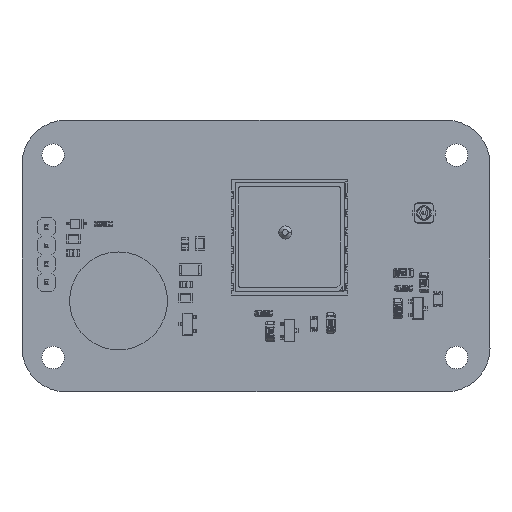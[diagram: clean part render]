
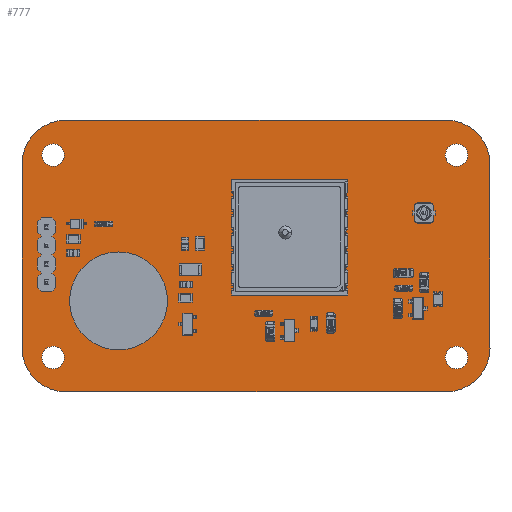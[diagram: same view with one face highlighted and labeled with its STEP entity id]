
A CAD part, top view. The second image highlights one B-rep face of the part: STEP entity #777.
In plain terms, the highlighted planar face has unit normal (0, 0, 1).
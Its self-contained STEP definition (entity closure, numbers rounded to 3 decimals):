
#152 = VERTEX_POINT('',#153);
#153 = CARTESIAN_POINT('',(49.698,61.4,0.579));
#159 = EDGE_CURVE('',#152,#160,#162,.T.);
#160 = VERTEX_POINT('',#161);
#161 = CARTESIAN_POINT('',(49.698,86.8,0.579));
#162 = LINE('',#163,#164);
#163 = CARTESIAN_POINT('',(49.698,61.4,0.579));
#164 = VECTOR('',#165,1.);
#165 = DIRECTION('',(0.,1.,0.));
#190 = EDGE_CURVE('',#160,#191,#193,.T.);
#191 = VERTEX_POINT('',#192);
#192 = CARTESIAN_POINT('',(55.7,92.8,0.579));
#193 = CIRCLE('',#194,5.999);
#194 = AXIS2_PLACEMENT_3D('',#195,#196,#197);
#195 = CARTESIAN_POINT('',(55.697,86.801,0.579));
#196 = DIRECTION('',(0.,0.,-1.));
#197 = DIRECTION('',(-1.,0.,0.));
#223 = EDGE_CURVE('',#191,#224,#226,.T.);
#224 = VERTEX_POINT('',#225);
#225 = CARTESIAN_POINT('',(108.198,92.802,0.579));
#226 = LINE('',#227,#228);
#227 = CARTESIAN_POINT('',(55.7,92.8,0.579));
#228 = VECTOR('',#229,1.);
#229 = DIRECTION('',(1.,0.,0.));
#254 = EDGE_CURVE('',#224,#255,#257,.T.);
#255 = VERTEX_POINT('',#256);
#256 = CARTESIAN_POINT('',(114.2,86.8,0.579));
#257 = CIRCLE('',#258,6.002);
#258 = AXIS2_PLACEMENT_3D('',#259,#260,#261);
#259 = CARTESIAN_POINT('',(108.198,86.8,0.579));
#260 = DIRECTION('',(0.,0.,-1.));
#261 = DIRECTION('',(0.,1.,0.));
#287 = EDGE_CURVE('',#255,#288,#290,.T.);
#288 = VERTEX_POINT('',#289);
#289 = CARTESIAN_POINT('',(114.202,61.4,0.579));
#290 = LINE('',#291,#292);
#291 = CARTESIAN_POINT('',(114.2,86.8,0.579));
#292 = VECTOR('',#293,1.);
#293 = DIRECTION('',(0.,-1.,0.));
#318 = EDGE_CURVE('',#288,#319,#321,.T.);
#319 = VERTEX_POINT('',#320);
#320 = CARTESIAN_POINT('',(108.2,55.4,0.579));
#321 = CIRCLE('',#322,5.999);
#322 = AXIS2_PLACEMENT_3D('',#323,#324,#325);
#323 = CARTESIAN_POINT('',(108.203,61.399,0.579));
#324 = DIRECTION('',(0.,0.,-1.));
#325 = DIRECTION('',(1.,0.,0.));
#351 = EDGE_CURVE('',#319,#352,#354,.T.);
#352 = VERTEX_POINT('',#353);
#353 = CARTESIAN_POINT('',(55.7,55.398,0.579));
#354 = LINE('',#355,#356);
#355 = CARTESIAN_POINT('',(108.2,55.4,0.579));
#356 = VECTOR('',#357,1.);
#357 = DIRECTION('',(-1.,0.,0.));
#382 = EDGE_CURVE('',#352,#152,#383,.T.);
#383 = CIRCLE('',#384,6.002);
#384 = AXIS2_PLACEMENT_3D('',#385,#386,#387);
#385 = CARTESIAN_POINT('',(55.7,61.4,0.579));
#386 = DIRECTION('',(0.,0.,-1.));
#387 = DIRECTION('',(0.,-1.,0.));
#408 = VERTEX_POINT('',#409);
#409 = CARTESIAN_POINT('',(53.65,70.46,0.579));
#415 = EDGE_CURVE('',#408,#408,#416,.T.);
#416 = CIRCLE('',#417,0.55);
#417 = AXIS2_PLACEMENT_3D('',#418,#419,#420);
#418 = CARTESIAN_POINT('',(53.1,70.46,0.579));
#419 = DIRECTION('',(0.,0.,1.));
#420 = DIRECTION('',(1.,0.,0.));
#441 = VERTEX_POINT('',#442);
#442 = CARTESIAN_POINT('',(55.55,60.1,0.579));
#448 = EDGE_CURVE('',#441,#441,#449,.T.);
#449 = CIRCLE('',#450,1.55);
#450 = AXIS2_PLACEMENT_3D('',#451,#452,#453);
#451 = CARTESIAN_POINT('',(54.,60.1,0.579));
#452 = DIRECTION('',(0.,0.,1.));
#453 = DIRECTION('',(1.,0.,0.));
#474 = VERTEX_POINT('',#475);
#475 = CARTESIAN_POINT('',(53.65,73.,0.579));
#481 = EDGE_CURVE('',#474,#474,#482,.T.);
#482 = CIRCLE('',#483,0.55);
#483 = AXIS2_PLACEMENT_3D('',#484,#485,#486);
#484 = CARTESIAN_POINT('',(53.1,73.,0.579));
#485 = DIRECTION('',(0.,0.,1.));
#486 = DIRECTION('',(1.,0.,0.));
#507 = VERTEX_POINT('',#508);
#508 = CARTESIAN_POINT('',(53.65,75.54,0.579));
#514 = EDGE_CURVE('',#507,#507,#515,.T.);
#515 = CIRCLE('',#516,0.55);
#516 = AXIS2_PLACEMENT_3D('',#517,#518,#519);
#517 = CARTESIAN_POINT('',(53.1,75.54,0.579));
#518 = DIRECTION('',(0.,0.,1.));
#519 = DIRECTION('',(1.,0.,0.));
#540 = VERTEX_POINT('',#541);
#541 = CARTESIAN_POINT('',(55.55,88.,0.579));
#547 = EDGE_CURVE('',#540,#540,#548,.T.);
#548 = CIRCLE('',#549,1.55);
#549 = AXIS2_PLACEMENT_3D('',#550,#551,#552);
#550 = CARTESIAN_POINT('',(54.,88.,0.579));
#551 = DIRECTION('',(0.,0.,1.));
#552 = DIRECTION('',(1.,0.,0.));
#573 = VERTEX_POINT('',#574);
#574 = CARTESIAN_POINT('',(63.25,65.4,0.579));
#580 = EDGE_CURVE('',#573,#573,#581,.T.);
#581 = CIRCLE('',#582,0.25);
#582 = AXIS2_PLACEMENT_3D('',#583,#584,#585);
#583 = CARTESIAN_POINT('',(63.,65.4,0.579));
#584 = DIRECTION('',(0.,0.,1.));
#585 = DIRECTION('',(1.,0.,0.));
#606 = VERTEX_POINT('',#607);
#607 = CARTESIAN_POINT('',(111.15,60.1,0.579));
#613 = EDGE_CURVE('',#606,#606,#614,.T.);
#614 = CIRCLE('',#615,1.55);
#615 = AXIS2_PLACEMENT_3D('',#616,#617,#618);
#616 = CARTESIAN_POINT('',(109.6,60.1,0.579));
#617 = DIRECTION('',(0.,0.,1.));
#618 = DIRECTION('',(1.,0.,0.));
#639 = VERTEX_POINT('',#640);
#640 = CARTESIAN_POINT('',(53.65,78.08,0.579));
#646 = EDGE_CURVE('',#639,#639,#647,.T.);
#647 = CIRCLE('',#648,0.55);
#648 = AXIS2_PLACEMENT_3D('',#649,#650,#651);
#649 = CARTESIAN_POINT('',(53.1,78.08,0.579));
#650 = DIRECTION('',(0.,0.,1.));
#651 = DIRECTION('',(1.,0.,0.));
#672 = VERTEX_POINT('',#673);
#673 = CARTESIAN_POINT('',(63.25,70.4,0.579));
#679 = EDGE_CURVE('',#672,#672,#680,.T.);
#680 = CIRCLE('',#681,0.25);
#681 = AXIS2_PLACEMENT_3D('',#682,#683,#684);
#682 = CARTESIAN_POINT('',(63.,70.4,0.579));
#683 = DIRECTION('',(0.,0.,1.));
#684 = DIRECTION('',(1.,0.,0.));
#705 = VERTEX_POINT('',#706);
#706 = CARTESIAN_POINT('',(111.15,88.,0.579));
#712 = EDGE_CURVE('',#705,#705,#713,.T.);
#713 = CIRCLE('',#714,1.55);
#714 = AXIS2_PLACEMENT_3D('',#715,#716,#717);
#715 = CARTESIAN_POINT('',(109.6,88.,0.579));
#716 = DIRECTION('',(0.,0.,1.));
#717 = DIRECTION('',(1.,0.,0.));
#777 = ADVANCED_FACE('',(#778,#788,#791,#794,#797,#800,#803,#806,#809,
    #812,#815),#818,.T.);
#778 = FACE_BOUND('',#779,.F.);
#779 = EDGE_LOOP('',(#780,#781,#782,#783,#784,#785,#786,#787));
#780 = ORIENTED_EDGE('',*,*,#159,.T.);
#781 = ORIENTED_EDGE('',*,*,#190,.T.);
#782 = ORIENTED_EDGE('',*,*,#223,.T.);
#783 = ORIENTED_EDGE('',*,*,#254,.T.);
#784 = ORIENTED_EDGE('',*,*,#287,.T.);
#785 = ORIENTED_EDGE('',*,*,#318,.T.);
#786 = ORIENTED_EDGE('',*,*,#351,.T.);
#787 = ORIENTED_EDGE('',*,*,#382,.T.);
#788 = FACE_BOUND('',#789,.T.);
#789 = EDGE_LOOP('',(#790));
#790 = ORIENTED_EDGE('',*,*,#415,.F.);
#791 = FACE_BOUND('',#792,.T.);
#792 = EDGE_LOOP('',(#793));
#793 = ORIENTED_EDGE('',*,*,#448,.F.);
#794 = FACE_BOUND('',#795,.T.);
#795 = EDGE_LOOP('',(#796));
#796 = ORIENTED_EDGE('',*,*,#481,.F.);
#797 = FACE_BOUND('',#798,.T.);
#798 = EDGE_LOOP('',(#799));
#799 = ORIENTED_EDGE('',*,*,#514,.F.);
#800 = FACE_BOUND('',#801,.T.);
#801 = EDGE_LOOP('',(#802));
#802 = ORIENTED_EDGE('',*,*,#547,.F.);
#803 = FACE_BOUND('',#804,.T.);
#804 = EDGE_LOOP('',(#805));
#805 = ORIENTED_EDGE('',*,*,#580,.F.);
#806 = FACE_BOUND('',#807,.T.);
#807 = EDGE_LOOP('',(#808));
#808 = ORIENTED_EDGE('',*,*,#613,.F.);
#809 = FACE_BOUND('',#810,.T.);
#810 = EDGE_LOOP('',(#811));
#811 = ORIENTED_EDGE('',*,*,#646,.F.);
#812 = FACE_BOUND('',#813,.T.);
#813 = EDGE_LOOP('',(#814));
#814 = ORIENTED_EDGE('',*,*,#679,.F.);
#815 = FACE_BOUND('',#816,.T.);
#816 = EDGE_LOOP('',(#817));
#817 = ORIENTED_EDGE('',*,*,#712,.F.);
#818 = PLANE('',#819);
#819 = AXIS2_PLACEMENT_3D('',#820,#821,#822);
#820 = CARTESIAN_POINT('',(49.698,61.4,0.579));
#821 = DIRECTION('',(0.,0.,1.));
#822 = DIRECTION('',(1.,0.,0.));
